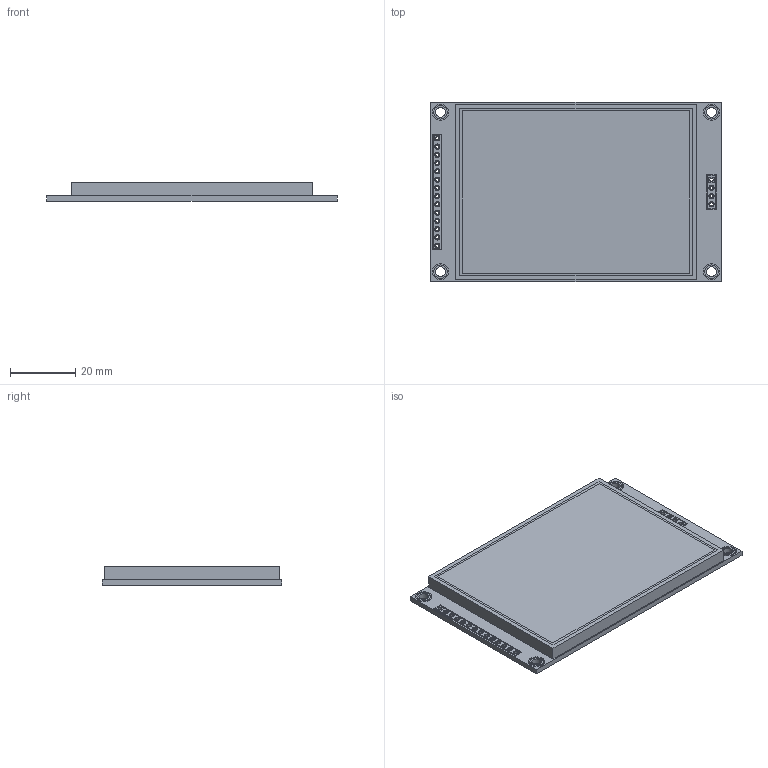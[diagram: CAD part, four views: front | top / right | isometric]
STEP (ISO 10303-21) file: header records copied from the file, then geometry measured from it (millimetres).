
FILE_DESCRIPTION(('FreeCAD Model'),'2;1');
FILE_NAME('Open CASCADE Shape Model','2023-11-18T10:48:28',('Eric Obeng' ),('Erictronics Systems'),'Open CASCADE STEP processor 7.6', 'FreeCAD','Unknown');
FILE_SCHEMA(('AP242_MANAGED_MODEL_BASED_3D_ENGINEERING_MIM_LF. {1 0 10303 442 1 1 4 }'));
Length unit declared in the file: millimetre
Products named in the file (29): 44C7FA37-A415-4098-B5F0-06E8D94A5B7D028; 44C7FA37-A415-4098-B5F0-06E8D94A5B7D; 44C7FA37-A415-4098-B5F0-06E8D94A5B7D001; 44C7FA37-A415-4098-B5F0-06E8D94A5B7D002; 44C7FA37-A415-4098-B5F0-06E8D94A5B7D003; 44C7FA37-A415-4098-B5F0-06E8D94A5B7D004; 44C7FA37-A415-4098-B5F0-06E8D94A5B7D005; 44C7FA37-A415-4098-B5F0-06E8D94A5B7D006; 44C7FA37-A415-4098-B5F0-06E8D94A5B7D007; 44C7FA37-A415-4098-B5F0-06E8D94A5B7D008; 44C7FA37-A415-4098-B5F0-06E8D94A5B7D009; 44C7FA37-A415-4098-B5F0-06E8D94A5B7D010; 44C7FA37-A415-4098-B5F0-06E8D94A5B7D011; 44C7FA37-A415-4098-B5F0-06E8D94A5B7D012; 44C7FA37-A415-4098-B5F0-06E8D94A5B7D013; 44C7FA37-A415-4098-B5F0-06E8D94A5B7D014; 44C7FA37-A415-4098-B5F0-06E8D94A5B7D015; 44C7FA37-A415-4098-B5F0-06E8D94A5B7D016; 44C7FA37-A415-4098-B5F0-06E8D94A5B7D017; 44C7FA37-A415-4098-B5F0-06E8D94A5B7D018; 44C7FA37-A415-4098-B5F0-06E8D94A5B7D019; 44C7FA37-A415-4098-B5F0-06E8D94A5B7D020; 44C7FA37-A415-4098-B5F0-06E8D94A5B7D021; 44C7FA37-A415-4098-B5F0-06E8D94A5B7D022; 44C7FA37-A415-4098-B5F0-06E8D94A5B7D023; 44C7FA37-A415-4098-B5F0-06E8D94A5B7D024; 44C7FA37-A415-4098-B5F0-06E8D94A5B7D025; 44C7FA37-A415-4098-B5F0-06E8D94A5B7D026; 44C7FA37-A415-4098-B5F0-06E8D94A5B7D027
Assembly tree (28 placements, depth 2):
  44C7FA37-A415-4098-B5F0-06E8D94A5B7D028
    44C7FA37-A415-4098-B5F0-06E8D94A5B7D
    44C7FA37-A415-4098-B5F0-06E8D94A5B7D001
    44C7FA37-A415-4098-B5F0-06E8D94A5B7D002
    44C7FA37-A415-4098-B5F0-06E8D94A5B7D003
    44C7FA37-A415-4098-B5F0-06E8D94A5B7D004
    44C7FA37-A415-4098-B5F0-06E8D94A5B7D005
    44C7FA37-A415-4098-B5F0-06E8D94A5B7D006
    44C7FA37-A415-4098-B5F0-06E8D94A5B7D007
    44C7FA37-A415-4098-B5F0-06E8D94A5B7D008
    44C7FA37-A415-4098-B5F0-06E8D94A5B7D009
    44C7FA37-A415-4098-B5F0-06E8D94A5B7D010
    44C7FA37-A415-4098-B5F0-06E8D94A5B7D011
    44C7FA37-A415-4098-B5F0-06E8D94A5B7D012
    44C7FA37-A415-4098-B5F0-06E8D94A5B7D013
    44C7FA37-A415-4098-B5F0-06E8D94A5B7D014
    44C7FA37-A415-4098-B5F0-06E8D94A5B7D015
    44C7FA37-A415-4098-B5F0-06E8D94A5B7D016
    44C7FA37-A415-4098-B5F0-06E8D94A5B7D017
    44C7FA37-A415-4098-B5F0-06E8D94A5B7D018
    44C7FA37-A415-4098-B5F0-06E8D94A5B7D019
    44C7FA37-A415-4098-B5F0-06E8D94A5B7D020
    44C7FA37-A415-4098-B5F0-06E8D94A5B7D021
    44C7FA37-A415-4098-B5F0-06E8D94A5B7D022
    44C7FA37-A415-4098-B5F0-06E8D94A5B7D023
    44C7FA37-A415-4098-B5F0-06E8D94A5B7D024
    44C7FA37-A415-4098-B5F0-06E8D94A5B7D025
    44C7FA37-A415-4098-B5F0-06E8D94A5B7D026
    44C7FA37-A415-4098-B5F0-06E8D94A5B7D027
Bounding box: 89.3 x 55.04 x 5.6 mm (x, y, z)
Volume: 23785.1 mm3; surface area: 23686.1 mm2
Topology: 28 solids, 28 shells, 236 faces, 540 edges, 360 vertices
Faces by surface type: cylinder 124, plane 112
Entity records: 7689 total; most frequent: DIRECTION 1318, CARTESIAN_POINT 1165, ORIENTED_EDGE 1080, EDGE_CURVE 540, AXIS2_PLACEMENT_3D 513, VERTEX_POINT 360, FACE_BOUND 332, EDGE_LOOP 332
